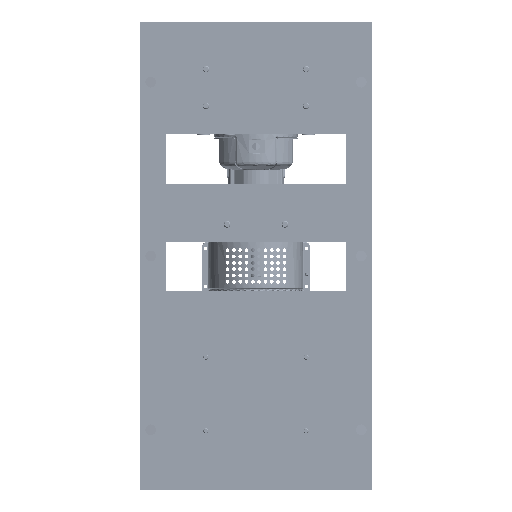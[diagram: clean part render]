
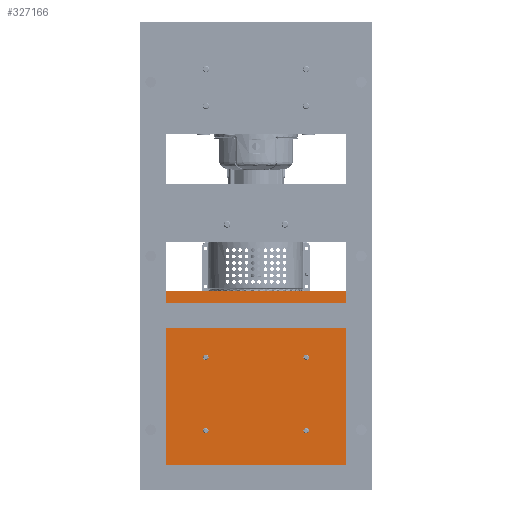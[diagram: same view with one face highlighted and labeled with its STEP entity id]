
A CAD part, front view. The second image highlights one B-rep face of the part: STEP entity #327166.
In plain terms, the highlighted planar face has unit normal (0, -1, 0).
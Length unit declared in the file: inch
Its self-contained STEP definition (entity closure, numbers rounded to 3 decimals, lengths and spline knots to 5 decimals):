
#1549 = CARTESIAN_POINT ( 'NONE',  ( 7.25, 0., -8.29 ) ) ;
#3422 = AXIS2_PLACEMENT_3D ( 'NONE', #43387, #180004, #98437 ) ;
#5502 = DIRECTION ( 'NONE',  ( 0., 0., 1. ) ) ;
#9198 = FACE_BOUND ( 'NONE', #109499, .T. ) ;
#9575 = CIRCLE ( 'NONE', #318702, 0.203 ) ;
#10732 = ORIENTED_EDGE ( 'NONE', *, *, #209096, .F. ) ;
#11233 = CIRCLE ( 'NONE', #332318, 0.203 ) ;
#11974 = EDGE_LOOP ( 'NONE', ( #187313, #10732 ) ) ;
#13049 = LINE ( 'NONE', #98510, #30309 ) ;
#14082 = CARTESIAN_POINT ( 'NONE',  ( -3.37624, 0., -3.75 ) ) ;
#16386 = CARTESIAN_POINT ( 'NONE',  ( 2.52976, 0., 3.75 ) ) ;
#27797 = VERTEX_POINT ( 'NONE', #190065 ) ;
#28752 = EDGE_CURVE ( 'NONE', #259624, #53911, #375402, .T. ) ;
#30309 = VECTOR ( 'NONE', #5502, 39.37008 ) ;
#35834 = FACE_BOUND ( 'NONE', #40397, .T. ) ;
#36045 = CARTESIAN_POINT ( 'NONE',  ( 7.25, 0., -8.29 ) ) ;
#36091 = CARTESIAN_POINT ( 'NONE',  ( -7.25, 0., 8.29 ) ) ;
#36365 = EDGE_CURVE ( 'NONE', #243663, #161577, #11233, .T. ) ;
#40397 = EDGE_LOOP ( 'NONE', ( #341536, #104057 ) ) ;
#43387 = CARTESIAN_POINT ( 'NONE',  ( 0., 0., 0. ) ) ;
#47512 = DIRECTION ( 'NONE',  ( 0., 0., 1. ) ) ;
#53911 = VERTEX_POINT ( 'NONE', #36045 ) ;
#56159 = ORIENTED_EDGE ( 'NONE', *, *, #287268, .F. ) ;
#69958 = FACE_OUTER_BOUND ( 'NONE', #80254, .T. ) ;
#77997 = DIRECTION ( 'NONE',  ( 0., 0., 1. ) ) ;
#79511 = EDGE_CURVE ( 'NONE', #102578, #209419, #13049, .T. ) ;
#80254 = EDGE_LOOP ( 'NONE', ( #91680, #56159, #247106, #346291 ) ) ;
#91202 = DIRECTION ( 'NONE',  ( 0., -1., 0. ) ) ;
#91680 = ORIENTED_EDGE ( 'NONE', *, *, #28752, .F. ) ;
#94193 = VERTEX_POINT ( 'NONE', #16386 ) ;
#98437 = DIRECTION ( 'NONE',  ( 0., 0., 1. ) ) ;
#98510 = CARTESIAN_POINT ( 'NONE',  ( -7.25, 0., -8.29 ) ) ;
#102578 = VERTEX_POINT ( 'NONE', #316861 ) ;
#104057 = ORIENTED_EDGE ( 'NONE', *, *, #255145, .F. ) ;
#104660 = EDGE_CURVE ( 'NONE', #269615, #175370, #9575, .T. ) ;
#107980 = CARTESIAN_POINT ( 'NONE',  ( -3.37624, 0., 3.75 ) ) ;
#109215 = EDGE_CURVE ( 'NONE', #94193, #27797, #289139, .T. ) ;
#109499 = EDGE_LOOP ( 'NONE', ( #352016, #225180 ) ) ;
#123421 = EDGE_CURVE ( 'NONE', #27797, #94193, #204140, .T. ) ;
#123428 = DIRECTION ( 'NONE',  ( 0., 0., 1. ) ) ;
#124600 = CARTESIAN_POINT ( 'NONE',  ( -3.17324, 0., -3.75 ) ) ;
#135421 = CARTESIAN_POINT ( 'NONE',  ( -3.17324, 0., 3.75 ) ) ;
#136786 = CARTESIAN_POINT ( 'NONE',  ( -7.25, 0., -8.29 ) ) ;
#145731 = EDGE_LOOP ( 'NONE', ( #244178, #178180 ) ) ;
#161577 = VERTEX_POINT ( 'NONE', #367247 ) ;
#161588 = CARTESIAN_POINT ( 'NONE',  ( 7.25, 0., 8.29 ) ) ;
#161985 = DIRECTION ( 'NONE',  ( 0., 0., 1. ) ) ;
#162723 = AXIS2_PLACEMENT_3D ( 'NONE', #124600, #327629, #211866 ) ;
#165940 = VERTEX_POINT ( 'NONE', #14082 ) ;
#174202 = CARTESIAN_POINT ( 'NONE',  ( 2.12376, 0., -3.75 ) ) ;
#175264 = CIRCLE ( 'NONE', #193733, 0.203 ) ;
#175370 = VERTEX_POINT ( 'NONE', #297835 ) ;
#178180 = ORIENTED_EDGE ( 'NONE', *, *, #318733, .F. ) ;
#180004 = DIRECTION ( 'NONE',  ( 0., 1., 0. ) ) ;
#184977 = CIRCLE ( 'NONE', #233451, 0.203 ) ;
#187313 = ORIENTED_EDGE ( 'NONE', *, *, #244975, .F. ) ;
#190065 = CARTESIAN_POINT ( 'NONE',  ( 2.12376, 0., 3.75 ) ) ;
#191968 = AXIS2_PLACEMENT_3D ( 'NONE', #211704, #266750, #242071 ) ;
#193733 = AXIS2_PLACEMENT_3D ( 'NONE', #343542, #277267, #77997 ) ;
#202713 = DIRECTION ( 'NONE',  ( 0., 0., -1. ) ) ;
#204140 = CIRCLE ( 'NONE', #191968, 0.203 ) ;
#204337 = AXIS2_PLACEMENT_3D ( 'NONE', #252382, #307440, #47512 ) ;
#207601 = CARTESIAN_POINT ( 'NONE',  ( -3.17324, 0., -3.75 ) ) ;
#209096 = EDGE_CURVE ( 'NONE', #298459, #165940, #368840, .T. ) ;
#209419 = VERTEX_POINT ( 'NONE', #307589 ) ;
#211704 = CARTESIAN_POINT ( 'NONE',  ( 2.32676, 0., 3.75 ) ) ;
#211866 = DIRECTION ( 'NONE',  ( 0., 0., 1. ) ) ;
#216225 = VECTOR ( 'NONE', #370150, 39.37008 ) ;
#225180 = ORIENTED_EDGE ( 'NONE', *, *, #109215, .F. ) ;
#228618 = CARTESIAN_POINT ( 'NONE',  ( -2.97024, 0., -3.75 ) ) ;
#229773 = LINE ( 'NONE', #36091, #234231 ) ;
#233451 = AXIS2_PLACEMENT_3D ( 'NONE', #322722, #91202, #123428 ) ;
#234231 = VECTOR ( 'NONE', #292294, 39.37008 ) ;
#236990 = PLANE ( 'NONE',  #3422 ) ;
#242071 = DIRECTION ( 'NONE',  ( 0., 0., 1. ) ) ;
#242453 = CARTESIAN_POINT ( 'NONE',  ( 2.32676, 0., -3.75 ) ) ;
#243663 = VERTEX_POINT ( 'NONE', #174202 ) ;
#244178 = ORIENTED_EDGE ( 'NONE', *, *, #36365, .F. ) ;
#244975 = EDGE_CURVE ( 'NONE', #165940, #298459, #253379, .T. ) ;
#247106 = ORIENTED_EDGE ( 'NONE', *, *, #79511, .F. ) ;
#252382 = CARTESIAN_POINT ( 'NONE',  ( 2.32676, 0., 3.75 ) ) ;
#253379 = CIRCLE ( 'NONE', #356524, 0.203 ) ;
#255145 = EDGE_CURVE ( 'NONE', #175370, #269615, #175264, .T. ) ;
#259624 = VERTEX_POINT ( 'NONE', #161588 ) ;
#262640 = DIRECTION ( 'NONE',  ( 0., 0., 1. ) ) ;
#266750 = DIRECTION ( 'NONE',  ( 0., -1., 0. ) ) ;
#269615 = VERTEX_POINT ( 'NONE', #107980 ) ;
#277267 = DIRECTION ( 'NONE',  ( 0., -1., 0. ) ) ;
#287268 = EDGE_CURVE ( 'NONE', #209419, #259624, #229773, .T. ) ;
#289139 = CIRCLE ( 'NONE', #204337, 0.203 ) ;
#292294 = DIRECTION ( 'NONE',  ( 1., 0., 0. ) ) ;
#292992 = DIRECTION ( 'NONE',  ( 0., -1., 0. ) ) ;
#293208 = VECTOR ( 'NONE', #202713, 39.37008 ) ;
#297835 = CARTESIAN_POINT ( 'NONE',  ( -2.97024, 0., 3.75 ) ) ;
#298459 = VERTEX_POINT ( 'NONE', #228618 ) ;
#299539 = FACE_BOUND ( 'NONE', #145731, .T. ) ;
#307440 = DIRECTION ( 'NONE',  ( 0., -1., 0. ) ) ;
#307589 = CARTESIAN_POINT ( 'NONE',  ( -7.25, 0., 8.29 ) ) ;
#316861 = CARTESIAN_POINT ( 'NONE',  ( -7.25, 0., -8.29 ) ) ;
#318702 = AXIS2_PLACEMENT_3D ( 'NONE', #135421, #334761, #161985 ) ;
#318733 = EDGE_CURVE ( 'NONE', #161577, #243663, #184977, .T. ) ;
#322722 = CARTESIAN_POINT ( 'NONE',  ( 2.32676, 0., -3.75 ) ) ;
#327166 = ADVANCED_FACE ( 'NONE', ( #299539, #356452, #35834, #9198, #69958 ), #236990, .F. ) ;
#327629 = DIRECTION ( 'NONE',  ( 0., -1., 0. ) ) ;
#332318 = AXIS2_PLACEMENT_3D ( 'NONE', #242453, #358186, #360072 ) ;
#334761 = DIRECTION ( 'NONE',  ( 0., -1., 0. ) ) ;
#341536 = ORIENTED_EDGE ( 'NONE', *, *, #104660, .F. ) ;
#343542 = CARTESIAN_POINT ( 'NONE',  ( -3.17324, 0., 3.75 ) ) ;
#345410 = LINE ( 'NONE', #136786, #216225 ) ;
#346291 = ORIENTED_EDGE ( 'NONE', *, *, #364552, .F. ) ;
#352016 = ORIENTED_EDGE ( 'NONE', *, *, #123421, .F. ) ;
#356452 = FACE_BOUND ( 'NONE', #11974, .T. ) ;
#356524 = AXIS2_PLACEMENT_3D ( 'NONE', #207601, #292992, #262640 ) ;
#358186 = DIRECTION ( 'NONE',  ( 0., -1., 0. ) ) ;
#360072 = DIRECTION ( 'NONE',  ( 0., 0., 1. ) ) ;
#364552 = EDGE_CURVE ( 'NONE', #53911, #102578, #345410, .T. ) ;
#367247 = CARTESIAN_POINT ( 'NONE',  ( 2.52976, 0., -3.75 ) ) ;
#368840 = CIRCLE ( 'NONE', #162723, 0.203 ) ;
#370150 = DIRECTION ( 'NONE',  ( -1., 0., 0. ) ) ;
#375402 = LINE ( 'NONE', #1549, #293208 ) ;
